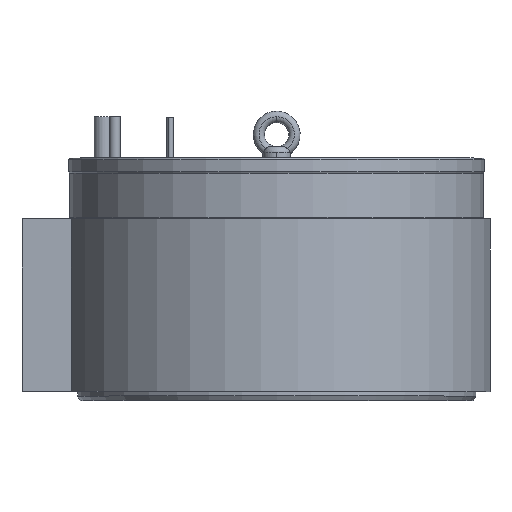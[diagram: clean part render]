
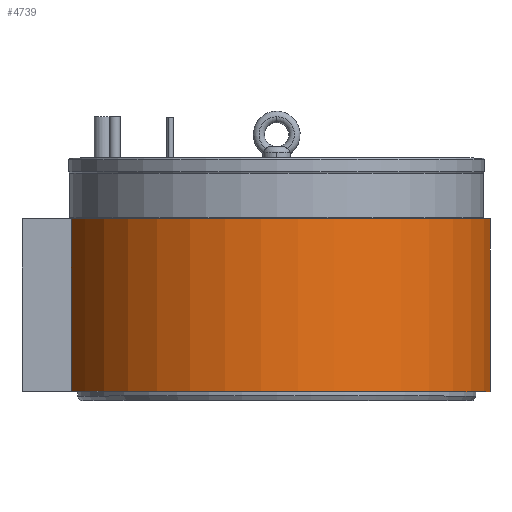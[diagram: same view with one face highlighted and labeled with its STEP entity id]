
A CAD part, top view. The second image highlights one B-rep face of the part: STEP entity #4739.
In plain terms, the highlighted cylindrical face has radius 123.65 mm (diameter 247.3 mm), a partial arc.
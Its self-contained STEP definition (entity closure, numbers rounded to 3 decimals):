
#4342=CARTESIAN_POINT('',(0.,104.9,0.));
#4343=DIRECTION('',(0.,1.,0.));
#4344=DIRECTION('',(-0.959,0.,0.283));
#4345=AXIS2_PLACEMENT_3D('',#4342,#4343,#4344);
#4347=DIRECTION('',(0.,1.,0.));
#4348=VECTOR('',#4347,99.8);
#4349=CARTESIAN_POINT('',(-118.593,5.1,-35.));
#4350=LINE('',#4349,#4348);
#4351=CARTESIAN_POINT('',(0.,5.1,0.));
#4352=DIRECTION('',(0.,-1.,0.));
#4353=DIRECTION('',(-0.959,0.,-0.283));
#4354=AXIS2_PLACEMENT_3D('',#4351,#4352,#4353);
#4356=DIRECTION('',(0.,1.,0.));
#4357=VECTOR('',#4356,99.8);
#4358=CARTESIAN_POINT('',(-118.593,5.1,35.));
#4359=LINE('',#4358,#4357);
#4664=CARTESIAN_POINT('',(-118.593,5.1,35.));
#4665=CARTESIAN_POINT('',(-118.593,104.9,35.));
#4666=VERTEX_POINT('',#4664);
#4667=VERTEX_POINT('',#4665);
#4668=CARTESIAN_POINT('',(-118.593,5.1,-35.));
#4669=CARTESIAN_POINT('',(-118.593,104.9,-35.));
#4670=VERTEX_POINT('',#4668);
#4671=VERTEX_POINT('',#4669);
#4724=CARTESIAN_POINT('',(0.,-5.5,0.));
#4725=DIRECTION('',(0.,1.,0.));
#4726=DIRECTION('',(1.,0.,0.));
#4727=AXIS2_PLACEMENT_3D('',#4724,#4725,#4726);
#4728=CYLINDRICAL_SURFACE('',#4727,123.65);
#4730=ORIENTED_EDGE('',*,*,#4729,.T.);
#4732=ORIENTED_EDGE('',*,*,#4731,.F.);
#4734=ORIENTED_EDGE('',*,*,#4733,.T.);
#4736=ORIENTED_EDGE('',*,*,#4735,.T.);
#4737=EDGE_LOOP('',(#4730,#4732,#4734,#4736));
#4738=FACE_OUTER_BOUND('',#4737,.F.);
#4346=CIRCLE('',#4345,123.65);
#4355=CIRCLE('',#4354,123.65);
#4729=EDGE_CURVE('',#4667,#4671,#4346,.T.);
#4731=EDGE_CURVE('',#4670,#4671,#4350,.T.);
#4733=EDGE_CURVE('',#4670,#4666,#4355,.T.);
#4735=EDGE_CURVE('',#4666,#4667,#4359,.T.);
#4739=ADVANCED_FACE('',(#4738),#4728,.T.);
